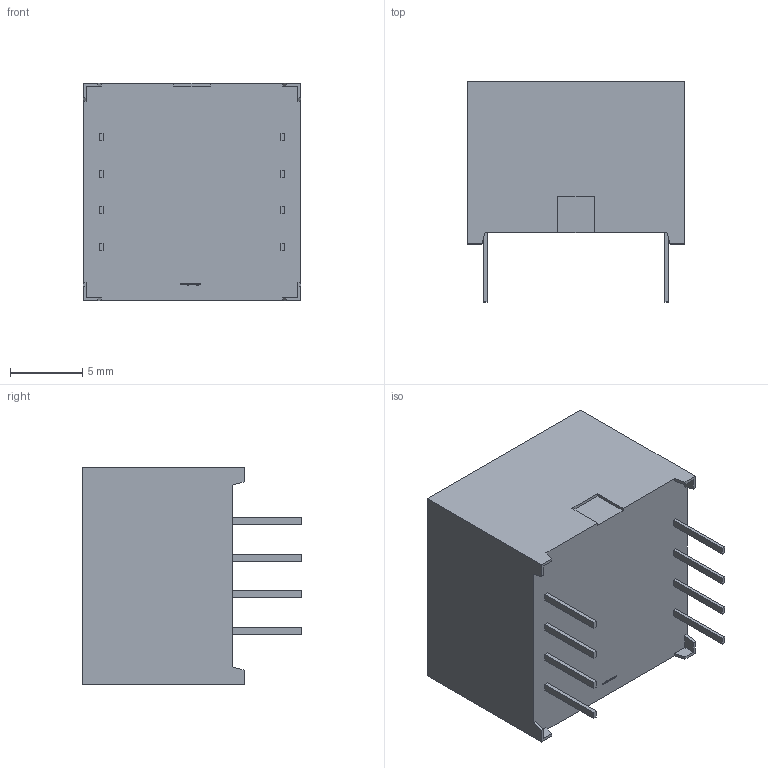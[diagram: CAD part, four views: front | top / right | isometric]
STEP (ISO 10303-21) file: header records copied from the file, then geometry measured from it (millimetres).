
FILE_DESCRIPTION (( 'STEP AP214' ), '1' );
FILE_NAME ('XExx29.STEP', '2015-09-10T17:38:21', ( '' ), ( '' ), 'SwSTEP 2.0', 'SolidWorks 2012', '' );
FILE_SCHEMA (( 'AUTOMOTIVE_DESIGN' ));
Length unit declared in the file: millimetre
Products named in the file (1): XExx29
Bounding box: 15 x 15.2 x 15 mm (x, y, z)
Volume: 2344.8 mm3; surface area: 2106 mm2
Topology: 2 solids, 2 shells, 271 faces, 726 edges, 484 vertices
Faces by surface type: plane 203, bspline 68
Entity records: 13259 total; most frequent: CARTESIAN_POINT 4694, ORIENTED_EDGE 1452, DIRECTION 998, EDGE_CURVE 726, VECTOR 590, LINE 590, VERTEX_POINT 484, EDGE_LOOP 296
